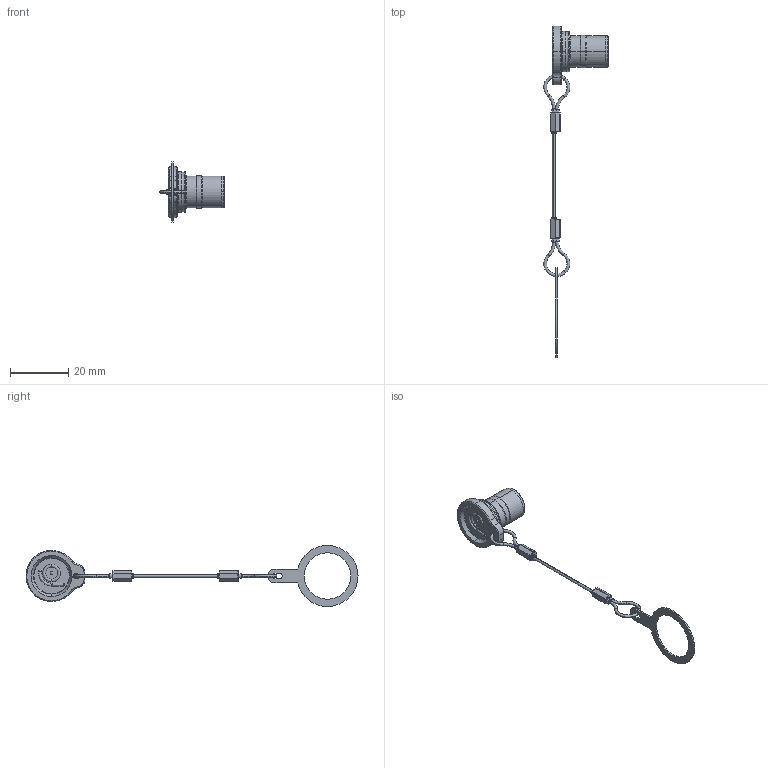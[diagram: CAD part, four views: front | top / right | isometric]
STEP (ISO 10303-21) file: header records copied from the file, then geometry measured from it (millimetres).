
FILE_DESCRIPTION (( 'STEP AP214' ), '1' );
FILE_NAME ('SW3DPS-Fischer_UCR11P_1A1_A095-DEFAULT.STEP', '2011-04-01T19:22:01', ( 'Solidworks' ), ( 'Solidworks' ), 'SwSTEP 2.0', 'SolidWorks 2011', '' );
FILE_SCHEMA (( 'AUTOMOTIVE_DESIGN' ));
Length unit declared in the file: millimetre
Products named in the file (1): SW3DPS-Fischer_UCR11P_1A1_A095-DEFAULT
Bounding box: 22.19 x 114.3 x 21 mm (x, y, z)
Surface area: 2902.1 mm2 (no closed solid volume)
Topology: 0 solids, 3 shells, 254 faces, 662 edges, 408 vertices
Faces by surface type: cylinder 93, bspline 78, plane 62, cone 19, torus 2
Entity records: 10868 total; most frequent: CARTESIAN_POINT 5071, ORIENTED_EDGE 1292, DIRECTION 1117, EDGE_CURVE 654, AXIS2_PLACEMENT_3D 447, VERTEX_POINT 410, EDGE_LOOP 280, CIRCLE 270
